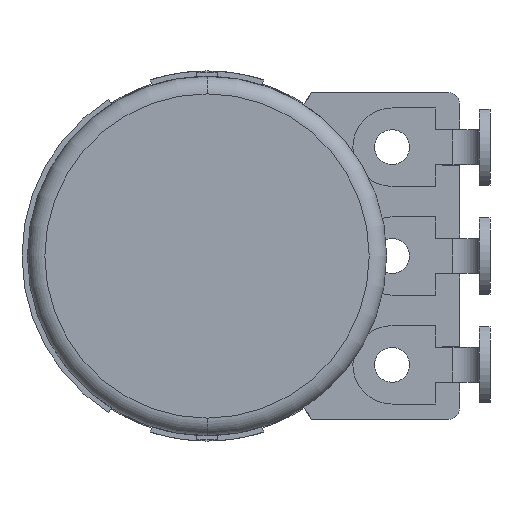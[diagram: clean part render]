
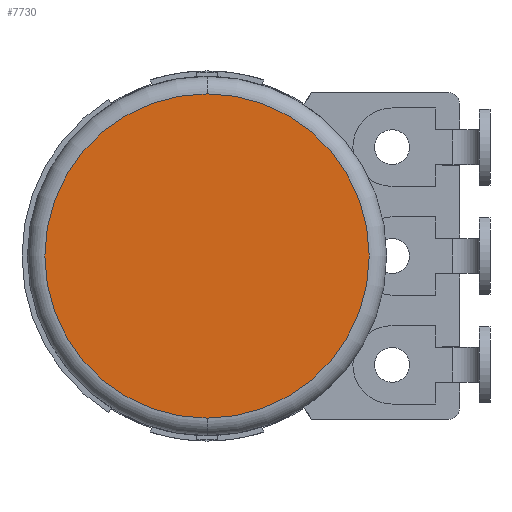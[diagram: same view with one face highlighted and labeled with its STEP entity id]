
A CAD part, left-side view. The second image highlights one B-rep face of the part: STEP entity #7730.
In plain terms, the highlighted planar face has unit normal (-1, 0, 0).
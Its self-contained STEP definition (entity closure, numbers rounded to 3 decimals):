
#1709=CARTESIAN_POINT('',(-9.4,0.,0.));
#1710=DIRECTION('',(1.,0.,0.));
#1711=DIRECTION('',(0.,0.,-1.));
#1712=AXIS2_PLACEMENT_3D('',#1709,#1710,#1711);
#1714=CARTESIAN_POINT('',(-9.4,0.,0.));
#1715=DIRECTION('',(1.,0.,0.));
#1716=DIRECTION('',(0.,0.,1.));
#1717=AXIS2_PLACEMENT_3D('',#1714,#1715,#1716);
#5611=CARTESIAN_POINT('',(-9.4,0.,7.45));
#5612=VERTEX_POINT('',#5611);
#5613=CARTESIAN_POINT('',(-9.4,0.,-7.45));
#5614=VERTEX_POINT('',#5613);
#7721=CARTESIAN_POINT('',(-9.4,0.,0.));
#7722=DIRECTION('',(1.,0.,0.));
#7723=DIRECTION('',(0.,0.,-1.));
#7724=AXIS2_PLACEMENT_3D('',#7721,#7722,#7723);
#7725=PLANE('',#7724);
#7726=ORIENTED_EDGE('',*,*,#7700,.T.);
#7727=ORIENTED_EDGE('',*,*,#7716,.T.);
#7728=EDGE_LOOP('',(#7726,#7727));
#7729=FACE_OUTER_BOUND('',#7728,.F.);
#7730=ADVANCED_FACE('',(#7729),#7725,.F.);
#1713=CIRCLE('',#1712,7.45);
#1718=CIRCLE('',#1717,7.45);
#7700=EDGE_CURVE('',#5614,#5612,#1713,.T.);
#7716=EDGE_CURVE('',#5612,#5614,#1718,.T.);
